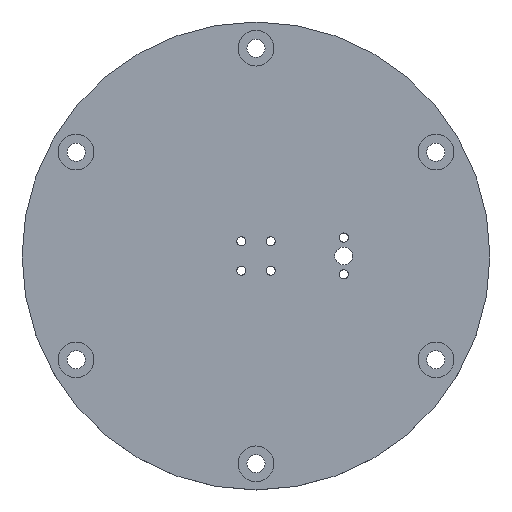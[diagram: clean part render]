
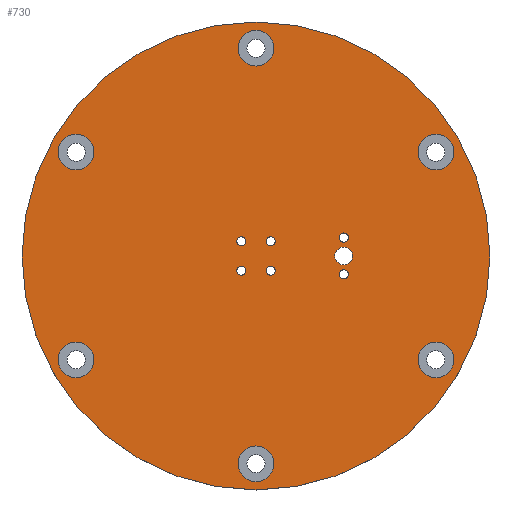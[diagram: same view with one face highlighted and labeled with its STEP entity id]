
A CAD part, top view. The second image highlights one B-rep face of the part: STEP entity #730.
In plain terms, the highlighted planar face has unit normal (0, 0, 1).
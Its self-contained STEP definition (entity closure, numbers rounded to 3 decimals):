
#25=PLANE('',#803);
#72=ORIENTED_EDGE('',*,*,#120,.T.);
#73=ORIENTED_EDGE('',*,*,#122,.T.);
#74=ORIENTED_EDGE('',*,*,#124,.T.);
#75=ORIENTED_EDGE('',*,*,#126,.T.);
#76=ORIENTED_EDGE('',*,*,#154,.F.);
#77=ORIENTED_EDGE('',*,*,#155,.F.);
#78=ORIENTED_EDGE('',*,*,#156,.T.);
#79=ORIENTED_EDGE('',*,*,#135,.T.);
#80=ORIENTED_EDGE('',*,*,#139,.T.);
#81=ORIENTED_EDGE('',*,*,#143,.T.);
#82=ORIENTED_EDGE('',*,*,#147,.T.);
#83=ORIENTED_EDGE('',*,*,#151,.T.);
#84=ORIENTED_EDGE('',*,*,#157,.T.);
#85=ORIENTED_EDGE('',*,*,#152,.F.);
#120=EDGE_CURVE('',#166,#166,#212,.T.);
#122=EDGE_CURVE('',#168,#168,#214,.T.);
#124=EDGE_CURVE('',#170,#170,#216,.T.);
#126=EDGE_CURVE('',#172,#172,#218,.T.);
#135=EDGE_CURVE('',#181,#181,#227,.T.);
#139=EDGE_CURVE('',#185,#185,#231,.T.);
#143=EDGE_CURVE('',#189,#189,#235,.T.);
#147=EDGE_CURVE('',#193,#193,#239,.T.);
#151=EDGE_CURVE('',#197,#197,#243,.T.);
#152=EDGE_CURVE('',#198,#198,#244,.T.);
#154=EDGE_CURVE('',#200,#200,#246,.T.);
#155=EDGE_CURVE('',#201,#201,#247,.T.);
#156=EDGE_CURVE('',#202,#202,#248,.T.);
#157=EDGE_CURVE('',#203,#203,#249,.T.);
#166=VERTEX_POINT('',#992);
#168=VERTEX_POINT('',#997);
#170=VERTEX_POINT('',#1002);
#172=VERTEX_POINT('',#1007);
#181=VERTEX_POINT('',#1030);
#185=VERTEX_POINT('',#1041);
#189=VERTEX_POINT('',#1052);
#193=VERTEX_POINT('',#1063);
#197=VERTEX_POINT('',#1074);
#198=VERTEX_POINT('',#1077);
#200=VERTEX_POINT('',#1082);
#201=VERTEX_POINT('',#1084);
#202=VERTEX_POINT('',#1086);
#203=VERTEX_POINT('',#1088);
#212=CIRCLE('',#748,0.784);
#214=CIRCLE('',#751,0.784);
#216=CIRCLE('',#754,0.784);
#218=CIRCLE('',#757,0.784);
#227=CIRCLE('',#771,3.05);
#231=CIRCLE('',#778,3.05);
#235=CIRCLE('',#785,3.05);
#239=CIRCLE('',#792,3.05);
#243=CIRCLE('',#799,3.05);
#244=CIRCLE('',#801,40.);
#246=CIRCLE('',#804,0.784);
#247=CIRCLE('',#805,0.784);
#248=CIRCLE('',#806,1.525);
#249=CIRCLE('',#807,3.05);
#302=EDGE_LOOP('',(#72));
#303=EDGE_LOOP('',(#73));
#304=EDGE_LOOP('',(#74));
#305=EDGE_LOOP('',(#75));
#306=EDGE_LOOP('',(#76));
#307=EDGE_LOOP('',(#77));
#308=EDGE_LOOP('',(#78));
#309=EDGE_LOOP('',(#79));
#310=EDGE_LOOP('',(#80));
#311=EDGE_LOOP('',(#81));
#312=EDGE_LOOP('',(#82));
#313=EDGE_LOOP('',(#83));
#314=EDGE_LOOP('',(#84));
#315=EDGE_LOOP('',(#85));
#394=FACE_BOUND('',#302,.T.);
#395=FACE_BOUND('',#303,.T.);
#396=FACE_BOUND('',#304,.T.);
#397=FACE_BOUND('',#305,.T.);
#398=FACE_BOUND('',#306,.T.);
#399=FACE_BOUND('',#307,.T.);
#400=FACE_BOUND('',#308,.T.);
#401=FACE_BOUND('',#309,.T.);
#402=FACE_BOUND('',#310,.T.);
#403=FACE_BOUND('',#311,.T.);
#404=FACE_BOUND('',#312,.T.);
#405=FACE_BOUND('',#313,.T.);
#406=FACE_BOUND('',#314,.T.);
#407=FACE_BOUND('',#315,.T.);
#730=ADVANCED_FACE('',(#394,#395,#396,#397,#398,#399,#400,#401,#402,#403,
#404,#405,#406,#407),#25,.F.);
#748=AXIS2_PLACEMENT_3D('',#991,#831,#832);
#751=AXIS2_PLACEMENT_3D('',#996,#837,#838);
#754=AXIS2_PLACEMENT_3D('',#1001,#843,#844);
#757=AXIS2_PLACEMENT_3D('',#1006,#849,#850);
#771=AXIS2_PLACEMENT_3D('',#1029,#877,#878);
#778=AXIS2_PLACEMENT_3D('',#1040,#891,#892);
#785=AXIS2_PLACEMENT_3D('',#1051,#905,#906);
#792=AXIS2_PLACEMENT_3D('',#1062,#919,#920);
#799=AXIS2_PLACEMENT_3D('',#1073,#933,#934);
#801=AXIS2_PLACEMENT_3D('',#1076,#937,#938);
#803=AXIS2_PLACEMENT_3D('',#1080,#941,#942);
#804=AXIS2_PLACEMENT_3D('',#1081,#943,#944);
#805=AXIS2_PLACEMENT_3D('',#1083,#945,#946);
#806=AXIS2_PLACEMENT_3D('',#1085,#947,#948);
#807=AXIS2_PLACEMENT_3D('',#1087,#949,#950);
#831=DIRECTION('',(0.,0.,-1.));
#832=DIRECTION('',(-1.,0.,0.));
#837=DIRECTION('',(0.,0.,-1.));
#838=DIRECTION('',(-1.,0.,0.));
#843=DIRECTION('',(0.,0.,-1.));
#844=DIRECTION('',(-1.,0.,0.));
#849=DIRECTION('',(0.,0.,-1.));
#850=DIRECTION('',(-1.,0.,0.));
#877=DIRECTION('',(0.,0.,-1.));
#878=DIRECTION('',(0.5,0.866,0.));
#891=DIRECTION('',(0.,0.,-1.));
#892=DIRECTION('',(-0.5,0.866,0.));
#905=DIRECTION('',(0.,0.,-1.));
#906=DIRECTION('',(-1.,0.,0.));
#919=DIRECTION('',(0.,0.,-1.));
#920=DIRECTION('',(-0.5,-0.866,0.));
#933=DIRECTION('',(0.,0.,-1.));
#934=DIRECTION('',(0.5,-0.866,0.));
#937=DIRECTION('',(0.,0.,-1.));
#938=DIRECTION('',(1.,0.,0.));
#941=DIRECTION('',(0.,0.,-1.));
#942=DIRECTION('',(-1.,0.,0.));
#943=DIRECTION('',(0.,0.,1.));
#944=DIRECTION('',(1.,0.,0.));
#945=DIRECTION('',(0.,0.,1.));
#946=DIRECTION('',(1.,0.,0.));
#947=DIRECTION('',(0.,0.,-1.));
#948=DIRECTION('',(1.,0.,0.));
#949=DIRECTION('',(0.,0.,-1.));
#950=DIRECTION('',(1.,0.,0.));
#991=CARTESIAN_POINT('',(2.5,-2.5,5.));
#992=CARTESIAN_POINT('',(1.717,-2.5,5.));
#996=CARTESIAN_POINT('',(2.5,2.5,5.));
#997=CARTESIAN_POINT('',(1.717,2.5,5.));
#1001=CARTESIAN_POINT('',(-2.5,2.5,5.));
#1002=CARTESIAN_POINT('',(-3.284,2.5,5.));
#1006=CARTESIAN_POINT('',(-2.5,-2.5,5.));
#1007=CARTESIAN_POINT('',(-3.284,-2.5,5.));
#1029=CARTESIAN_POINT('',(-30.767,17.764,5.));
#1030=CARTESIAN_POINT('',(-29.242,20.405,5.));
#1040=CARTESIAN_POINT('',(-30.767,-17.764,5.));
#1041=CARTESIAN_POINT('',(-32.292,-15.122,5.));
#1051=CARTESIAN_POINT('',(0.,-35.527,5.));
#1052=CARTESIAN_POINT('',(-3.05,-35.527,5.));
#1062=CARTESIAN_POINT('',(30.767,-17.764,5.));
#1063=CARTESIAN_POINT('',(29.242,-20.405,5.));
#1073=CARTESIAN_POINT('',(30.767,17.764,5.));
#1074=CARTESIAN_POINT('',(32.292,15.122,5.));
#1076=CARTESIAN_POINT('',(0.,0.,5.));
#1077=CARTESIAN_POINT('',(40.,0.,5.));
#1080=CARTESIAN_POINT('',(0.,0.,5.));
#1081=CARTESIAN_POINT('',(15.,3.147,5.));
#1082=CARTESIAN_POINT('',(15.784,3.147,5.));
#1083=CARTESIAN_POINT('',(15.,-3.147,5.));
#1084=CARTESIAN_POINT('',(15.784,-3.147,5.));
#1085=CARTESIAN_POINT('',(15.,0.,5.));
#1086=CARTESIAN_POINT('',(16.525,0.,5.));
#1087=CARTESIAN_POINT('',(0.,35.527,5.));
#1088=CARTESIAN_POINT('',(3.05,35.527,5.));
